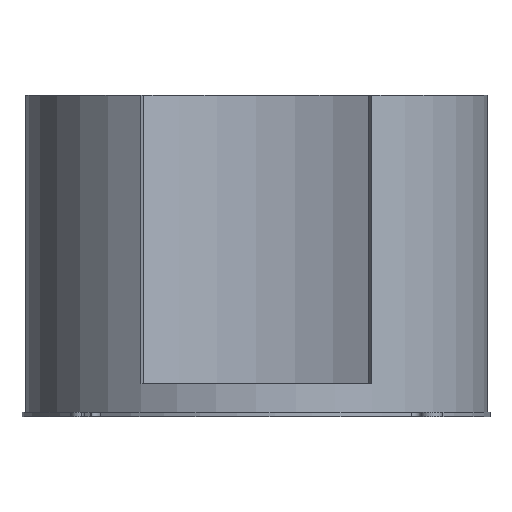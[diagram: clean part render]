
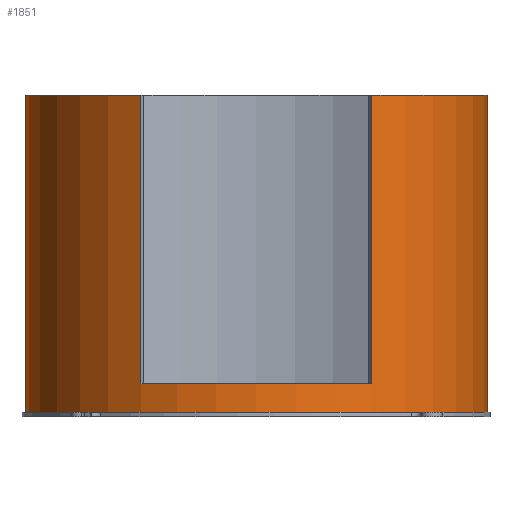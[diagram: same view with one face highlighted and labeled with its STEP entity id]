
A CAD part, front view. The second image highlights one B-rep face of the part: STEP entity #1851.
In plain terms, the highlighted cylindrical face has radius 160 mm (diameter 320 mm), a partial arc.
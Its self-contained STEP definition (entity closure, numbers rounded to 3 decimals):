
#84 = EDGE_CURVE ( 'NONE', #574, #1932, #1807, .T. ) ;
#93 = AXIS2_PLACEMENT_3D ( 'NONE', #1077, #1105, #817 ) ;
#112 = CARTESIAN_POINT ( 'NONE',  ( 80., -138.564, 23. ) ) ;
#171 = VERTEX_POINT ( 'NONE', #1686 ) ;
#226 = VERTEX_POINT ( 'NONE', #625 ) ;
#240 = EDGE_CURVE ( 'NONE', #1047, #171, #1559, .T. ) ;
#250 = ORIENTED_EDGE ( 'NONE', *, *, #84, .F. ) ;
#258 = CARTESIAN_POINT ( 'NONE',  ( -80., -138.564, 23. ) ) ;
#260 = CARTESIAN_POINT ( 'NONE',  ( 80., -138.564, 223. ) ) ;
#279 = LINE ( 'NONE', #112, #1834 ) ;
#285 = CARTESIAN_POINT ( 'NONE',  ( -160., 0., 223. ) ) ;
#307 = LINE ( 'NONE', #398, #1413 ) ;
#375 = EDGE_CURVE ( 'NONE', #462, #1743, #307, .T. ) ;
#398 = CARTESIAN_POINT ( 'NONE',  ( -80., -138.564, 23. ) ) ;
#424 = DIRECTION ( 'NONE',  ( 0., 0., 1. ) ) ;
#435 = DIRECTION ( 'NONE',  ( 0., 0., 1. ) ) ;
#438 = VECTOR ( 'NONE', #1869, 1000. ) ;
#462 = VERTEX_POINT ( 'NONE', #258 ) ;
#476 = EDGE_LOOP ( 'NONE', ( #250, #1163, #1330, #1309, #1789, #844, #711, #1229 ) ) ;
#487 = CARTESIAN_POINT ( 'NONE',  ( 160., 0., 0. ) ) ;
#499 = DIRECTION ( 'NONE',  ( 1., 0., 0. ) ) ;
#531 = EDGE_CURVE ( 'NONE', #574, #226, #1339, .T. ) ;
#556 = EDGE_CURVE ( 'NONE', #863, #1047, #279, .T. ) ;
#574 = VERTEX_POINT ( 'NONE', #1037 ) ;
#624 = CARTESIAN_POINT ( 'NONE',  ( 0., 0., 223. ) ) ;
#625 = CARTESIAN_POINT ( 'NONE',  ( 160., 0., 3. ) ) ;
#661 = DIRECTION ( 'NONE',  ( 0., 0., 1. ) ) ;
#711 = ORIENTED_EDGE ( 'NONE', *, *, #375, .T. ) ;
#734 = DIRECTION ( 'NONE',  ( 1., 0., 0. ) ) ;
#764 = CYLINDRICAL_SURFACE ( 'NONE', #1080, 160. ) ;
#771 = DIRECTION ( 'NONE',  ( 1., 0., 0. ) ) ;
#817 = DIRECTION ( 'NONE',  ( 1., 0., 0. ) ) ;
#844 = ORIENTED_EDGE ( 'NONE', *, *, #1135, .F. ) ;
#863 = VERTEX_POINT ( 'NONE', #1866 ) ;
#871 = CARTESIAN_POINT ( 'NONE',  ( 0., 0., 3. ) ) ;
#878 = LINE ( 'NONE', #487, #438 ) ;
#898 = AXIS2_PLACEMENT_3D ( 'NONE', #871, #424, #1913 ) ;
#974 = AXIS2_PLACEMENT_3D ( 'NONE', #624, #1678, #771 ) ;
#1027 = CARTESIAN_POINT ( 'NONE',  ( 0., 0., 23. ) ) ;
#1037 = CARTESIAN_POINT ( 'NONE',  ( -160., 0., 3. ) ) ;
#1047 = VERTEX_POINT ( 'NONE', #260 ) ;
#1077 = CARTESIAN_POINT ( 'NONE',  ( 0., 0., 223. ) ) ;
#1080 = AXIS2_PLACEMENT_3D ( 'NONE', #1710, #661, #499 ) ;
#1105 = DIRECTION ( 'NONE',  ( 0., 0., 1. ) ) ;
#1135 = EDGE_CURVE ( 'NONE', #462, #863, #1500, .T. ) ;
#1163 = ORIENTED_EDGE ( 'NONE', *, *, #531, .T. ) ;
#1186 = DIRECTION ( 'NONE',  ( 0., 0., 1. ) ) ;
#1229 = ORIENTED_EDGE ( 'NONE', *, *, #1732, .F. ) ;
#1309 = ORIENTED_EDGE ( 'NONE', *, *, #240, .F. ) ;
#1330 = ORIENTED_EDGE ( 'NONE', *, *, #1436, .T. ) ;
#1339 = CIRCLE ( 'NONE', #898, 160. ) ;
#1413 = VECTOR ( 'NONE', #1747, 1000. ) ;
#1436 = EDGE_CURVE ( 'NONE', #226, #171, #878, .T. ) ;
#1474 = DIRECTION ( 'NONE',  ( 0., 0., 1. ) ) ;
#1500 = CIRCLE ( 'NONE', #1907, 160. ) ;
#1559 = CIRCLE ( 'NONE', #93, 160. ) ;
#1598 = FACE_OUTER_BOUND ( 'NONE', #476, .T. ) ;
#1661 = CARTESIAN_POINT ( 'NONE',  ( -160., 0., 0. ) ) ;
#1678 = DIRECTION ( 'NONE',  ( 0., 0., 1. ) ) ;
#1686 = CARTESIAN_POINT ( 'NONE',  ( 160., 0., 223. ) ) ;
#1710 = CARTESIAN_POINT ( 'NONE',  ( 0., 0., 0. ) ) ;
#1732 = EDGE_CURVE ( 'NONE', #1932, #1743, #1757, .T. ) ;
#1743 = VERTEX_POINT ( 'NONE', #1818 ) ;
#1747 = DIRECTION ( 'NONE',  ( 0., 0., 1. ) ) ;
#1757 = CIRCLE ( 'NONE', #974, 160. ) ;
#1789 = ORIENTED_EDGE ( 'NONE', *, *, #556, .F. ) ;
#1807 = LINE ( 'NONE', #1661, #1923 ) ;
#1818 = CARTESIAN_POINT ( 'NONE',  ( -80., -138.564, 223. ) ) ;
#1834 = VECTOR ( 'NONE', #1474, 1000. ) ;
#1851 = ADVANCED_FACE ( 'NONE', ( #1598 ), #764, .T. ) ;
#1866 = CARTESIAN_POINT ( 'NONE',  ( 80., -138.564, 23. ) ) ;
#1869 = DIRECTION ( 'NONE',  ( 0., 0., 1. ) ) ;
#1907 = AXIS2_PLACEMENT_3D ( 'NONE', #1027, #1186, #734 ) ;
#1913 = DIRECTION ( 'NONE',  ( 1., 0., 0. ) ) ;
#1923 = VECTOR ( 'NONE', #435, 1000. ) ;
#1932 = VERTEX_POINT ( 'NONE', #285 ) ;
